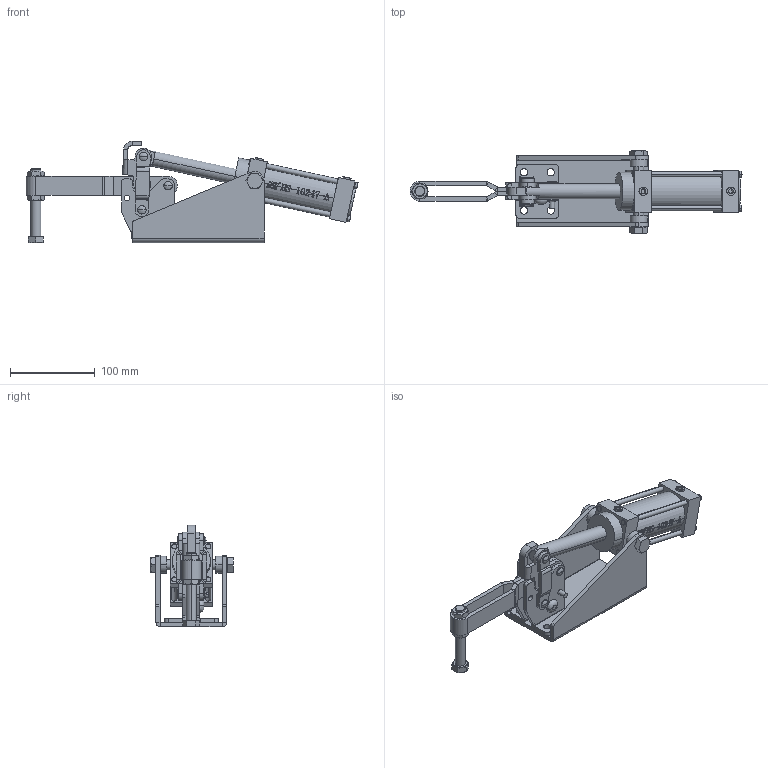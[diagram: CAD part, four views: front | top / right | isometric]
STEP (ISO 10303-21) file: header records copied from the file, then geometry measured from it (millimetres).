
FILE_DESCRIPTION (( 'STEP AP203' ), '1' );
FILE_NAME ('HS-10247-A 装配体.STEP', '2018-12-07T08:45:34', ( 'PCOS' ), ( '微软中国' ), 'SwSTEP 2.0', 'SolidWorks 2012', '' );
FILE_SCHEMA (( 'CONFIG_CONTROL_DESIGN' ));
Length unit declared in the file: millimetre
Products named in the file (14): HS-10247-A 蚾饜极; hex thin nuts-grades ab-chamfered gb_GB_FASTENER_NUT_STNAB M12-N; hexagon head bolts-full thread gb_GB_FASTENER_BOLT_STBAB A M12X80-N; 酗种; 蚐詰; 种杶; 蟀裝2; 蟀裝; 活塞杆; 楊擘菁釱酘; 楊擘菁釱衵; 傻种; U倰揤參; 菁殤
Assembly tree (20 placements, depth 2):
  HS-10247-A 蚾饜极
    菁殤
    U倰揤參
    傻种  x2
    楊擘菁釱衵
    楊擘菁釱酘
    活塞杆
    蟀裝
    蟀裝2  x2
    种杶  x2
    蚐詰
    酗种  x2
    hexagon head bolts-full thread gb_GB_FASTENER_BOLT_STBAB A M12X80-N  x2
    hex thin nuts-grades ab-chamfered gb_GB_FASTENER_NUT_STNAB M12-N  x3
Bounding box: 392.65 x 97.68 x 119.87 mm (x, y, z)
Volume: 595722.4 mm3; surface area: 182975.8 mm2
Topology: 20 solids, 20 shells, 960 faces, 2409 edges, 1542 vertices
Faces by surface type: plane 482, cylinder 287, bspline 127, cone 44, sphere 16, torus 4
Entity records: 32011 total; most frequent: CARTESIAN_POINT 10921, ORIENTED_EDGE 4226, DIRECTION 3691, EDGE_CURVE 2113, VERTEX_POINT 1362, AXIS2_PLACEMENT_3D 1261, LINE 1169, VECTOR 1169
